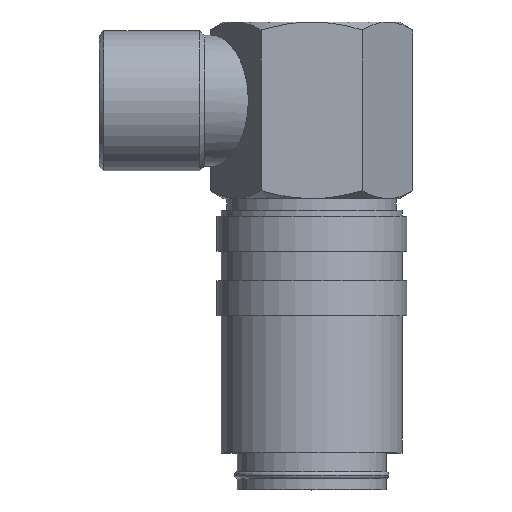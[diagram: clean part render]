
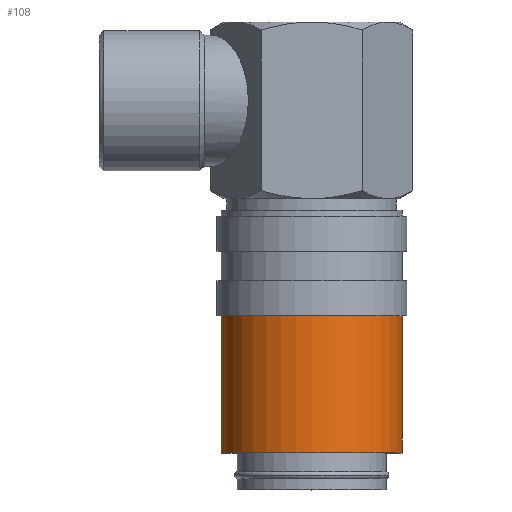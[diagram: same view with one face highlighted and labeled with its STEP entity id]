
A CAD part, top view. The second image highlights one B-rep face of the part: STEP entity #108.
In plain terms, the highlighted cylindrical face has radius 15.5 mm (diameter 31 mm), a partial arc.
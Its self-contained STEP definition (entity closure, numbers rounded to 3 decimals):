
#108=ADVANCED_FACE('',(#276),#277,.T.);
#276=FACE_OUTER_BOUND('',#509,.T.);
#277=CYLINDRICAL_SURFACE('',#510,15.5);
#509=EDGE_LOOP('',(#767,#768,#769,#770));
#510=AXIS2_PLACEMENT_3D('',#771,#772,#773);
#767=ORIENTED_EDGE('',*,*,#1341,.T.);
#768=ORIENTED_EDGE('',*,*,#1342,.F.);
#769=ORIENTED_EDGE('',*,*,#1343,.T.);
#770=ORIENTED_EDGE('',*,*,#1327,.T.);
#771=CARTESIAN_POINT('',(0.0,18.05,0.0));
#772=DIRECTION('',(-0.0,1.0,0.0));
#773=DIRECTION('',(1.0,0.0,0.0));
#1327=EDGE_CURVE('',#1561,#1560,#1563,.T.);
#1341=EDGE_CURVE('',#1560,#1587,#1588,.T.);
#1342=EDGE_CURVE('',#1589,#1587,#1590,.T.);
#1343=EDGE_CURVE('',#1589,#1561,#1591,.T.);
#1560=VERTEX_POINT('',#1882);
#1561=VERTEX_POINT('',#1883);
#1563=CIRCLE('',#1885,15.5);
#1587=VERTEX_POINT('',#1957);
#1588=LINE('',#1958,#1959);
#1589=VERTEX_POINT('',#1960);
#1590=CIRCLE('',#1961,15.5);
#1591=LINE('',#1962,#1963);
#1882=CARTESIAN_POINT('',(15.5,6.3,0.0));
#1883=CARTESIAN_POINT('',(-15.5,6.3,0.));
#1885=AXIS2_PLACEMENT_3D('',#2593,#2594,#2595);
#1957=CARTESIAN_POINT('',(15.5,29.8,0.0));
#1958=CARTESIAN_POINT('',(15.5,18.05,0.));
#1959=VECTOR('',#2606,1.0);
#1960=CARTESIAN_POINT('',(-15.5,29.8,0.));
#1961=AXIS2_PLACEMENT_3D('',#2607,#2608,#2609);
#1962=CARTESIAN_POINT('',(-15.5,18.05,0.));
#1963=VECTOR('',#2610,1.0);
#2593=CARTESIAN_POINT('',(0.0,6.3,0.0));
#2594=DIRECTION('',(-0.0,1.0,0.0));
#2595=DIRECTION('',(1.0,0.0,0.0));
#2606=DIRECTION('',(0.0,1.0,0.0));
#2607=CARTESIAN_POINT('',(0.0,29.8,0.0));
#2608=DIRECTION('',(-0.0,1.0,0.0));
#2609=DIRECTION('',(1.0,0.0,0.0));
#2610=DIRECTION('',(-0.0,-1.0,-0.0));
